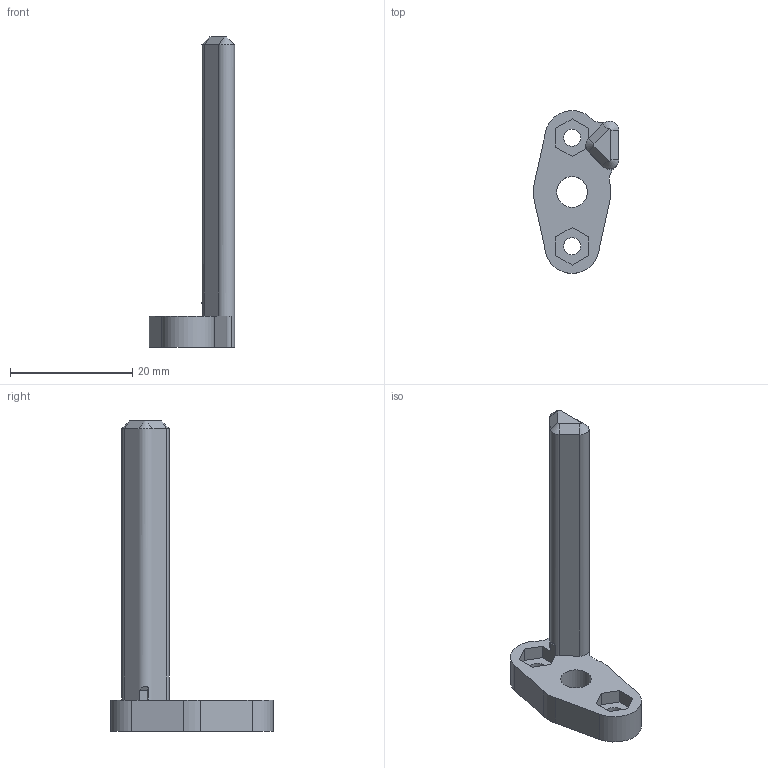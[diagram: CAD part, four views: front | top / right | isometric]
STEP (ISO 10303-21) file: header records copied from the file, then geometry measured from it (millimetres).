
FILE_DESCRIPTION(/* description */ ('Alibre Inc.'),/* implementation_level */ '2;1');
FILE_NAME(/* name */ 'export-EE12695A-8CA9-4FEE-93AA-D35689275AE3',/* time_stamp */ '2020-09-01T21:01:42-07:00',/* author */ (''),/* organization */ (''),/* preprocessor_version */ 'ST-DEVELOPER v17',/* originating_system */ 'Alibre',/* authorisation */ '');
FILE_SCHEMA (('AUTOMOTIVE_DESIGN'));
Length unit declared in the file: millimetre
Bounding box: 13.95 x 26.67 x 50.8 mm (x, y, z)
Volume: 2544.7 mm3; surface area: 1999.1 mm2
Topology: 1 solids, 1 shells, 46 faces, 123 edges, 80 vertices
Faces by surface type: plane 30, cylinder 12, cone 4
Full cylindrical faces by diameter (mm): 2.794 x2, 5.08 x1
Entity records: 1418 total; most frequent: CARTESIAN_POINT 248, ORIENTED_EDGE 236, DIRECTION 215, EDGE_CURVE 118, VECTOR 83, LINE 83, AXIS2_PLACEMENT_3D 81, VERTEX_POINT 78
